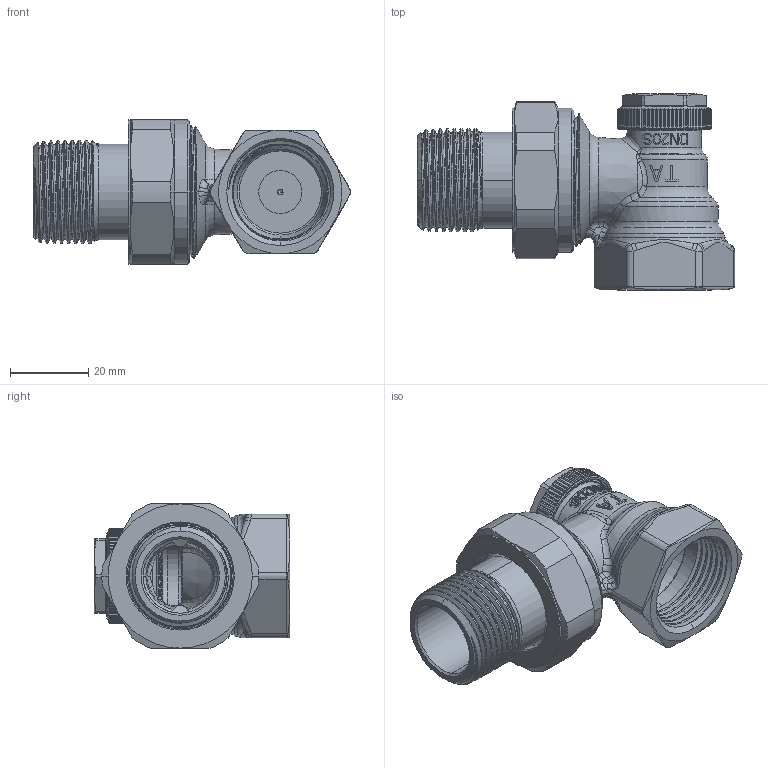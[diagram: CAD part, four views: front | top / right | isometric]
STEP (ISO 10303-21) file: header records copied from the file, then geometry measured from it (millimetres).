
FILE_DESCRIPTION((''),'2;1');
FILE_NAME('50009-120-GEWINDE_SW0001','2018-09-10T15:32:39',('marann'),(''),'CREO PARAMETRIC BY PTC INC, 2017380','CREO PARAMETRIC BY PTC INC, 2017380','');
FILE_SCHEMA(('CONFIG_CONTROL_DESIGN'));
Products named in the file (1): 50009-120-GEWINDE_SW0001
Bounding box: 80.93 x 50 x 37 mm (x, y, z)
Volume: 25865.6 mm3; surface area: 24732.7 mm2
Topology: 2 solids, 3 shells, 902 faces, 2425 edges, 1546 vertices
Faces by surface type: plane 421, cylinder 205, bspline 128, cone 90, torus 43, sphere 15
Entity records: 47202 total; most frequent: CARTESIAN_POINT 26729, ORIENTED_EDGE 4846, DIRECTION 3493, EDGE_CURVE 2423, VERTEX_POINT 1546, AXIS2_PLACEMENT_3D 1377, B_SPLINE_CURVE_WITH_KNOTS 1082, EDGE_LOOP 929
